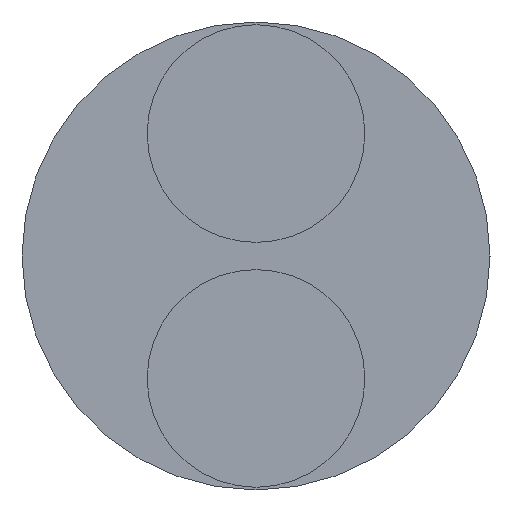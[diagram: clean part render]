
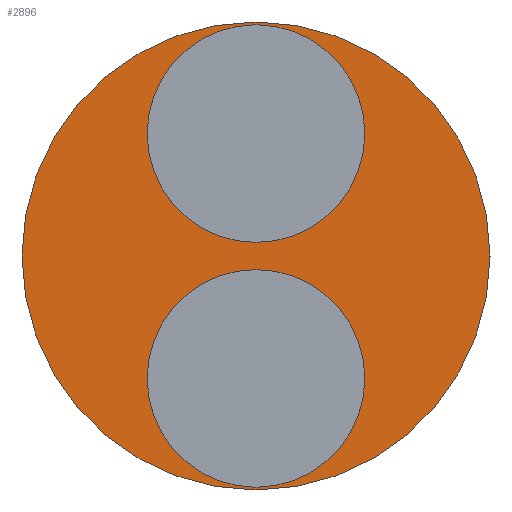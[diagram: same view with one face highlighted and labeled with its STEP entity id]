
A CAD part, left-side view. The second image highlights one B-rep face of the part: STEP entity #2896.
In plain terms, the highlighted planar face has unit normal (-1, 0, 0).
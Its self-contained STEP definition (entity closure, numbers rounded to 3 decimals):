
#2=CARTESIAN_POINT('',(0.,0.,1.125));
#3=DIRECTION('',(-1.,0.,0.));
#4=DIRECTION('',(0.,0.,-1.));
#5=AXIS2_PLACEMENT_3D('',#2,#3,#4);
#7=CARTESIAN_POINT('',(0.,0.,1.125));
#8=DIRECTION('',(-1.,0.,0.));
#9=DIRECTION('',(0.,0.,1.));
#10=AXIS2_PLACEMENT_3D('',#7,#8,#9);
#12=CARTESIAN_POINT('',(0.,0.,-1.125));
#13=DIRECTION('',(-1.,0.,0.));
#14=DIRECTION('',(0.,0.,-1.));
#15=AXIS2_PLACEMENT_3D('',#12,#13,#14);
#17=CARTESIAN_POINT('',(0.,0.,-1.125));
#18=DIRECTION('',(-1.,0.,0.));
#19=DIRECTION('',(0.,0.,1.));
#20=AXIS2_PLACEMENT_3D('',#17,#18,#19);
#30=CARTESIAN_POINT('',(0.,0.,0.));
#31=DIRECTION('',(1.,0.,0.));
#32=DIRECTION('',(0.,-1.,0.));
#33=AXIS2_PLACEMENT_3D('',#30,#31,#32);
#35=CARTESIAN_POINT('',(0.,0.,0.));
#36=DIRECTION('',(-1.,0.,0.));
#37=DIRECTION('',(0.,-1.,0.));
#38=AXIS2_PLACEMENT_3D('',#35,#36,#37);
#2705=CARTESIAN_POINT('',(0.,-2.15,0.));
#2707=VERTEX_POINT('',#2705);
#2709=CARTESIAN_POINT('',(0.,2.15,0.));
#2711=VERTEX_POINT('',#2709);
#2865=CARTESIAN_POINT('',(0.,0.,0.125));
#2866=CARTESIAN_POINT('',(0.,0.,2.125));
#2867=VERTEX_POINT('',#2865);
#2868=VERTEX_POINT('',#2866);
#2869=CARTESIAN_POINT('',(0.,0.,-2.125));
#2870=CARTESIAN_POINT('',(0.,0.,-0.125));
#2871=VERTEX_POINT('',#2869);
#2872=VERTEX_POINT('',#2870);
#2873=CARTESIAN_POINT('',(0.,0.,0.));
#2874=DIRECTION('',(-1.,0.,0.));
#2875=DIRECTION('',(0.,1.,0.));
#2876=AXIS2_PLACEMENT_3D('',#2873,#2874,#2875);
#2877=PLANE('',#2876);
#2879=ORIENTED_EDGE('',*,*,#2878,.T.);
#2881=ORIENTED_EDGE('',*,*,#2880,.F.);
#2882=EDGE_LOOP('',(#2879,#2881));
#2883=FACE_OUTER_BOUND('',#2882,.F.);
#2885=ORIENTED_EDGE('',*,*,#2884,.T.);
#2887=ORIENTED_EDGE('',*,*,#2886,.T.);
#2888=EDGE_LOOP('',(#2885,#2887));
#2889=FACE_BOUND('',#2888,.F.);
#2891=ORIENTED_EDGE('',*,*,#2890,.T.);
#2893=ORIENTED_EDGE('',*,*,#2892,.T.);
#2894=EDGE_LOOP('',(#2891,#2893));
#2895=FACE_BOUND('',#2894,.F.);
#2896=ADVANCED_FACE('',(#2883,#2889,#2895),#2877,.T.);
#6=CIRCLE('',#5,1.);
#11=CIRCLE('',#10,1.);
#16=CIRCLE('',#15,1.);
#21=CIRCLE('',#20,1.);
#34=CIRCLE('',#33,2.15);
#39=CIRCLE('',#38,2.15);
#2878=EDGE_CURVE('',#2707,#2711,#34,.T.);
#2880=EDGE_CURVE('',#2707,#2711,#39,.T.);
#2884=EDGE_CURVE('',#2867,#2868,#6,.T.);
#2886=EDGE_CURVE('',#2868,#2867,#11,.T.);
#2890=EDGE_CURVE('',#2871,#2872,#16,.T.);
#2892=EDGE_CURVE('',#2872,#2871,#21,.T.);
